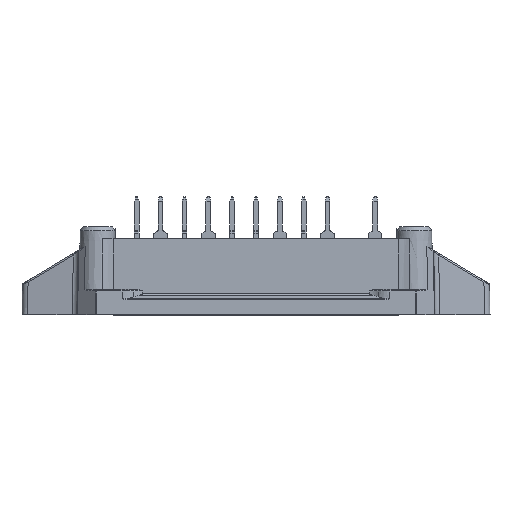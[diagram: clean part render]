
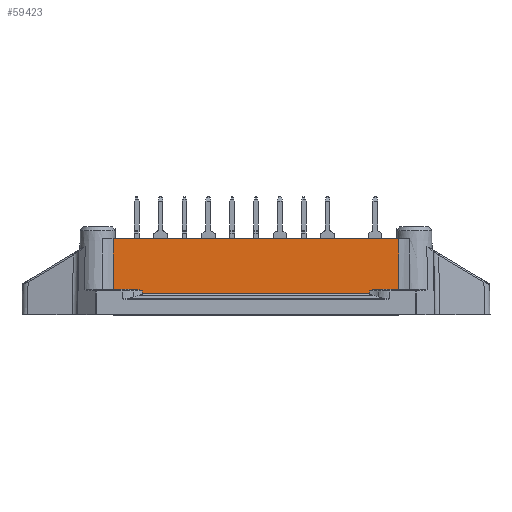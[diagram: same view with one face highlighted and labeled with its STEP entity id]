
A CAD part, front view. The second image highlights one B-rep face of the part: STEP entity #59423.
In plain terms, the highlighted planar face has unit normal (0, -1, 0.018).
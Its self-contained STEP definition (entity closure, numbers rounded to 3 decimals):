
#1784=B_SPLINE_CURVE_WITH_KNOTS('',3,(#83189,#83190,#83191,#83192,#83193,
#83194),.UNSPECIFIED.,.F.,.F.,(4,1,1,4),(0.,0.,0.001,
0.001),.UNSPECIFIED.);
#1786=B_SPLINE_CURVE_WITH_KNOTS('',3,(#83211,#83212,#83213,#83214,#83215,
#83216,#83217),.UNSPECIFIED.,.F.,.F.,(4,1,1,1,4),(0.,
0.,0.,0.,0.001),
 .UNSPECIFIED.);
#1787=B_SPLINE_CURVE_WITH_KNOTS('',3,(#83221,#83222,#83223,#83224),
 .UNSPECIFIED.,.F.,.F.,(4,4),(0.001,0.001),
 .UNSPECIFIED.);
#1790=B_SPLINE_CURVE_WITH_KNOTS('',3,(#83242,#83243,#83244,#83245),
 .UNSPECIFIED.,.F.,.F.,(4,4),(0.,0.001),
 .UNSPECIFIED.);
#1864=B_SPLINE_CURVE_WITH_KNOTS('',3,(#84213,#84214,#84215,#84216),
 .UNSPECIFIED.,.F.,.F.,(4,4),(0.,0.007),
 .UNSPECIFIED.);
#1865=B_SPLINE_CURVE_WITH_KNOTS('',3,(#84220,#84221,#84222,#84223),
 .UNSPECIFIED.,.F.,.F.,(4,4),(0.,0.007),.UNSPECIFIED.);
#5948=ORIENTED_EDGE('',*,*,#17259,.T.);
#5949=ORIENTED_EDGE('',*,*,#17258,.T.);
#5950=ORIENTED_EDGE('',*,*,#17255,.T.);
#5951=ORIENTED_EDGE('',*,*,#17253,.T.);
#5952=ORIENTED_EDGE('',*,*,#17251,.F.);
#5953=ORIENTED_EDGE('',*,*,#17479,.T.);
#5954=ORIENTED_EDGE('',*,*,#17480,.T.);
#5955=ORIENTED_EDGE('',*,*,#17481,.T.);
#5956=ORIENTED_EDGE('',*,*,#17426,.T.);
#5957=ORIENTED_EDGE('',*,*,#17246,.T.);
#17246=EDGE_CURVE('',#23237,#23238,#1784,.T.);
#17251=EDGE_CURVE('',#23240,#23241,#26858,.F.);
#17253=EDGE_CURVE('',#23242,#23241,#1786,.T.);
#17255=EDGE_CURVE('',#23243,#23242,#1787,.T.);
#17258=EDGE_CURVE('',#23244,#23243,#26859,.F.);
#17259=EDGE_CURVE('',#23238,#23244,#1790,.T.);
#17426=EDGE_CURVE('',#23339,#23237,#26918,.F.);
#17479=EDGE_CURVE('',#23240,#23368,#1864,.T.);
#17480=EDGE_CURVE('',#23368,#23369,#26943,.F.);
#17481=EDGE_CURVE('',#23369,#23339,#1865,.T.);
#23237=VERTEX_POINT('',#83195);
#23238=VERTEX_POINT('',#83196);
#23240=VERTEX_POINT('',#83206);
#23241=VERTEX_POINT('',#83208);
#23242=VERTEX_POINT('',#83218);
#23243=VERTEX_POINT('',#83225);
#23244=VERTEX_POINT('',#83239);
#23339=VERTEX_POINT('',#84023);
#23368=VERTEX_POINT('',#84212);
#23369=VERTEX_POINT('',#84219);
#26858=LINE('',#83207,#30838);
#26859=LINE('',#83240,#30839);
#26918=LINE('',#84022,#30898);
#26943=LINE('',#84218,#30923);
#30838=VECTOR('',#67647,1000.);
#30839=VECTOR('',#67658,1000.);
#30898=VECTOR('',#67913,1000.);
#30923=VECTOR('',#68012,1000.);
#35027=EDGE_LOOP('',(#5948,#5949,#5950,#5951,#5952,#5953,#5954,#5955,#5956,
#5957));
#37723=FACE_BOUND('',#35027,.T.);
#40048=PLANE('',#62333);
#59423=ADVANCED_FACE('',(#37723),#40048,.T.);
#62333=AXIS2_PLACEMENT_3D('',#84217,#68010,#68011);
#67647=DIRECTION('',(1.,0.,0.));
#67658=DIRECTION('',(-1.,0.,0.));
#67913=DIRECTION('',(-1.,0.,0.));
#68010=DIRECTION('',(0.,-1.,0.017));
#68011=DIRECTION('',(0.,0.017,1.));
#68012=DIRECTION('',(1.,0.,0.));
#83189=CARTESIAN_POINT('',(-15.909,-16.221,3.4));
#83190=CARTESIAN_POINT('',(-15.794,-16.221,3.4));
#83191=CARTESIAN_POINT('',(-15.619,-16.222,3.378));
#83192=CARTESIAN_POINT('',(-15.415,-16.223,3.31));
#83193=CARTESIAN_POINT('',(-15.277,-16.224,3.262));
#83194=CARTESIAN_POINT('',(-15.277,-16.225,3.203));
#83195=CARTESIAN_POINT('',(-15.909,-16.221,3.4));
#83196=CARTESIAN_POINT('',(-15.277,-16.225,3.203));
#83206=CARTESIAN_POINT('',(19.136,-16.221,3.4));
#83207=CARTESIAN_POINT('',(-26.5,-16.221,3.4));
#83208=CARTESIAN_POINT('',(15.909,-16.221,3.4));
#83211=CARTESIAN_POINT('',(15.277,-16.225,3.203));
#83212=CARTESIAN_POINT('',(15.277,-16.224,3.233));
#83213=CARTESIAN_POINT('',(15.331,-16.223,3.273));
#83214=CARTESIAN_POINT('',(15.431,-16.223,3.319));
#83215=CARTESIAN_POINT('',(15.627,-16.222,3.377));
#83216=CARTESIAN_POINT('',(15.794,-16.221,3.4));
#83217=CARTESIAN_POINT('',(15.909,-16.221,3.4));
#83218=CARTESIAN_POINT('',(15.277,-16.225,3.203));
#83221=CARTESIAN_POINT('',(15.277,-16.231,2.822));
#83222=CARTESIAN_POINT('',(15.277,-16.229,2.949));
#83223=CARTESIAN_POINT('',(15.277,-16.227,3.076));
#83224=CARTESIAN_POINT('',(15.277,-16.225,3.203));
#83225=CARTESIAN_POINT('',(15.277,-16.231,2.822));
#83239=CARTESIAN_POINT('',(-15.277,-16.231,2.822));
#83240=CARTESIAN_POINT('',(15.276,-16.231,2.822));
#83242=CARTESIAN_POINT('',(-15.277,-16.225,3.203));
#83243=CARTESIAN_POINT('',(-15.277,-16.227,3.076));
#83244=CARTESIAN_POINT('',(-15.277,-16.229,2.949));
#83245=CARTESIAN_POINT('',(-15.277,-16.231,2.822));
#84022=CARTESIAN_POINT('',(-26.5,-16.221,3.4));
#84023=CARTESIAN_POINT('',(-19.136,-16.221,3.4));
#84212=CARTESIAN_POINT('',(19.154,-16.103,10.2));
#84213=CARTESIAN_POINT('',(19.136,-16.221,3.4));
#84214=CARTESIAN_POINT('',(19.142,-16.182,5.667));
#84215=CARTESIAN_POINT('',(19.148,-16.142,7.933));
#84216=CARTESIAN_POINT('',(19.154,-16.103,10.2));
#84217=CARTESIAN_POINT('',(-26.5,-16.23,2.9));
#84218=CARTESIAN_POINT('',(-26.5,-16.103,10.2));
#84219=CARTESIAN_POINT('',(-19.154,-16.103,10.2));
#84220=CARTESIAN_POINT('',(-19.154,-16.103,10.2));
#84221=CARTESIAN_POINT('',(-19.148,-16.142,7.933));
#84222=CARTESIAN_POINT('',(-19.142,-16.182,5.667));
#84223=CARTESIAN_POINT('',(-19.136,-16.221,3.4));
